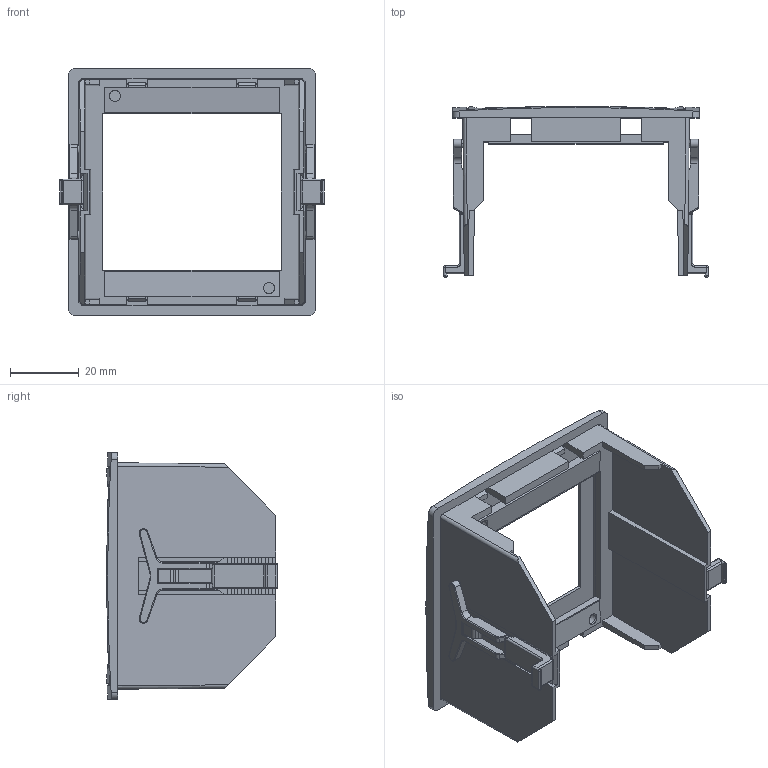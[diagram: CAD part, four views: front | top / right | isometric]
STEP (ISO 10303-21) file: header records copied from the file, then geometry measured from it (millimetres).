
FILE_DESCRIPTION((''),'2;1');
FILE_NAME('C14467_ASM','2022-08-09T21:47:23',('esors'),(''),'CREO PARAMETRIC BY PTC INC, 2018260','CREO PARAMETRIC BY PTC INC, 2018260','');
FILE_SCHEMA(('AUTOMOTIVE_DESIGN { 1 0 10303 214 1 1 1 1 }'));
Length unit declared in the file: millimetre
Products named in the file (4): 932317; 932318; 909018; C14467_ASM
Assembly tree (4 placements, depth 2):
  C14467_ASM
    932317
    932318
    909018  x2
Bounding box: 77.2 x 49.75 x 72 mm (x, y, z)
Volume: 22901.9 mm3; surface area: 27868.6 mm2
Topology: 4 solids, 4 shells, 464 faces, 1284 edges, 812 vertices
Faces by surface type: plane 300, cylinder 98, sphere 28, torus 26, bspline 12
Entity records: 16817 total; most frequent: CARTESIAN_POINT 2565, ORIENTED_EDGE 2026, DIRECTION 1842, COLOUR_RGB 1578, PRESENTATION_STYLE_ASSIGNMENT 1016, STYLED_ITEM 1016, CURVE_STYLE 1013, EDGE_CURVE 1013
